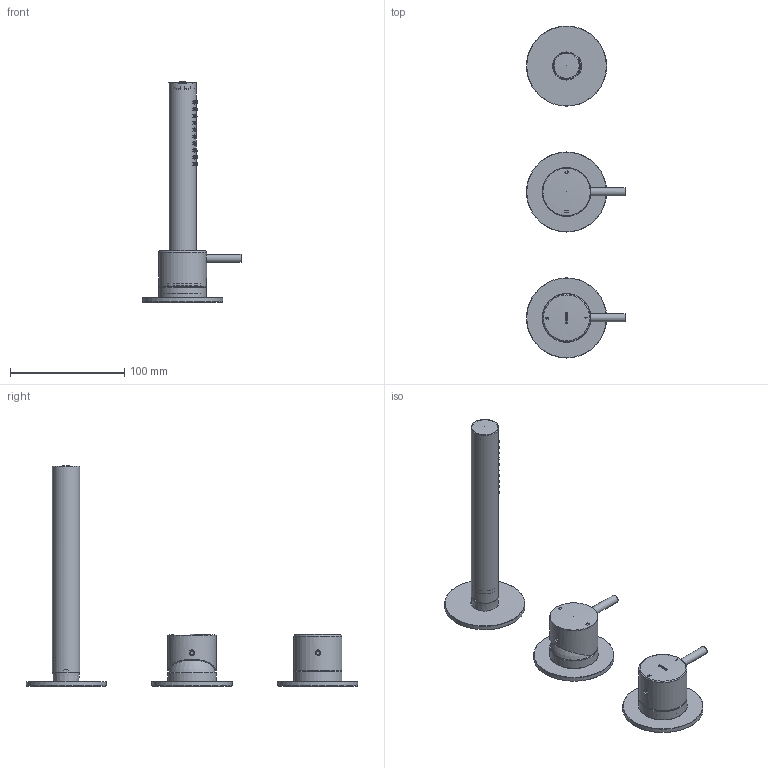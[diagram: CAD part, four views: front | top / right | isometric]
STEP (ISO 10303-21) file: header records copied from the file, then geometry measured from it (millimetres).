
FILE_DESCRIPTION(/* description */ ('Unknown'),/* implementation_level */ '2;1');
FILE_NAME(/* name */ 'CB175-00',/* time_stamp */ '2025-02-27T17:02:42+01:00',/* author */ ('Unknown'),/* organization */ ('Unknown'),/* preprocessor_version */ 'ST-DEVELOPER v19.4',/* originating_system */ 'Solid Edge',/* authorisation */ 'Unknown');
FILE_SCHEMA (('AUTOMOTIVE_DESIGN {1 0 10303 214 3 1 1}'));
Length unit declared in the file: millimetre
Products named in the file (19): CB175-00; CW023-03_oa_0; CW023-03_oa_1; CB003-003_oa_2; CB003-07; CB003-08; M354-00_oa_3; M354-001_oa_4; C101014_02100ZZ; A089014_00101ZZ; A064038_12900ZZ; CB073-008_oa_5; CB073-08; CB005-08; CW072-02_oa_6; CW072-002_oa_7; grp doccia_oa_8; CB072-01; CB023-02
Assembly tree (18 placements, depth 4):
  CB175-00
    CW023-03_oa_0
    CW023-03_oa_1
    CB003-003_oa_2
      CB003-07
      CB003-08
    M354-00_oa_3
      M354-001_oa_4
        C101014_02100ZZ
        A089014_00101ZZ
        A064038_12900ZZ
    CB073-008_oa_5
      CB073-08
      CB005-08
    CW072-02_oa_6
    CW072-002_oa_7
      grp doccia_oa_8
    CB072-01
    CB023-02
Bounding box: 86.5 x 290 x 192.35 mm (x, y, z)
Volume: 79437 mm3; surface area: 93442.2 mm2
Topology: 13 solids, 13 shells, 1002 faces, 2643 edges, 1734 vertices
Faces by surface type: plane 294, cylinder 261, bspline 240, torus 121, cone 83, sphere 3
Full cylindrical faces by diameter (mm): 3.2 x40, 3.3 x2, 5 x5, 6 x1, 7 x2, 7.2 x2, 10 x1, 10.5 x1, 11 x1, 12.9 x1, 16 x1, 17 x1, 19 x1, 21.166 x1, 22 x2, 23 x2, 24 x2, 28 x1, 28.3 x1, 30.376 x2, 33.5 x1, 35.5 x1, 36 x1, 36.376 x1, 38 x1, 38.5 x1, 39 x2, 39.917 x2, 40 x1, 40.2 x1
Entity records: 41866 total; most frequent: CARTESIAN_POINT 18374, ORIENTED_EDGE 4364, DIRECTION 3634, EDGE_CURVE 2182, VERTEX_POINT 1561, FACE_BOUND 1535, EDGE_LOOP 1529, AXIS2_PLACEMENT_3D 1481
